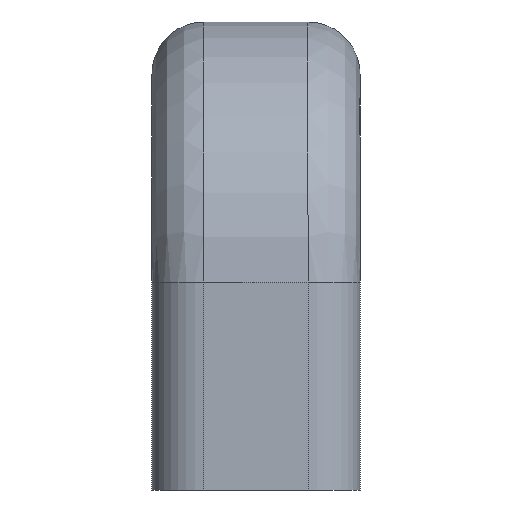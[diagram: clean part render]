
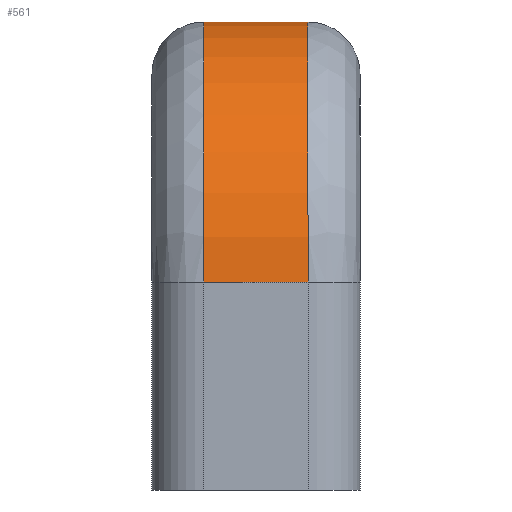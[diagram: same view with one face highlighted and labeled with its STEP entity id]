
A CAD part, left-side view. The second image highlights one B-rep face of the part: STEP entity #561.
In plain terms, the highlighted cylindrical face has radius 25 mm (diameter 50 mm), a partial arc.
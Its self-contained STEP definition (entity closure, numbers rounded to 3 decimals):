
#231=CARTESIAN_POINT('',(-5.0,4.5,20.0));
#232=VERTEX_POINT('',#231);
#345=CARTESIAN_POINT('',(-5.0,-5.5,20.0));
#346=VERTEX_POINT('',#345);
#517=CARTESIAN_POINT('',(-5.0,4.5,20.0));
#518=DIRECTION('',(0.0,-1.0,0.0));
#519=VECTOR('',#518,10.0);
#520=LINE('',#517,#519);
#521=EDGE_CURVE('',#232,#346,#520,.T.);
#529=CARTESIAN_POINT('',(20.0,9.5,20.0));
#530=DIRECTION('',(0.0,-1.0,0.));
#531=DIRECTION('',(1.0,0.0,0.0));
#532=AXIS2_PLACEMENT_3D('',#529,#530,#531);
#533=CYLINDRICAL_SURFACE('',#532,25.0);
#534=CARTESIAN_POINT('',(20.0,4.5,45.0));
#535=VERTEX_POINT('',#534);
#536=CARTESIAN_POINT('',(20.0,-5.5,45.0));
#537=VERTEX_POINT('',#536);
#538=CARTESIAN_POINT('',(20.0,4.5,45.0));
#539=DIRECTION('',(0.0,-1.0,0.0));
#540=VECTOR('',#539,10.0);
#541=LINE('',#538,#540);
#542=EDGE_CURVE('',#535,#537,#541,.T.);
#543=ORIENTED_EDGE('',*,*,#542,.F.);
#544=CARTESIAN_POINT('',(20.0,4.5,20.0));
#545=DIRECTION('',(0.0,-1.0,0.));
#546=DIRECTION('',(1.0,0.0,0.0));
#547=AXIS2_PLACEMENT_3D('',#544,#545,#546);
#548=CIRCLE('',#547,25.0);
#549=EDGE_CURVE('',#535,#232,#548,.T.);
#550=ORIENTED_EDGE('',*,*,#549,.T.);
#551=ORIENTED_EDGE('',*,*,#521,.T.);
#552=CARTESIAN_POINT('',(20.0,-5.5,20.0));
#553=DIRECTION('',(0.0,-1.0,0.));
#554=DIRECTION('',(1.0,0.0,0.0));
#555=AXIS2_PLACEMENT_3D('',#552,#553,#554);
#556=CIRCLE('',#555,25.0);
#557=EDGE_CURVE('',#537,#346,#556,.T.);
#558=ORIENTED_EDGE('',*,*,#557,.F.);
#559=EDGE_LOOP('',(#543,#550,#551,#558));
#560=FACE_OUTER_BOUND('',#559,.T.);
#561=ADVANCED_FACE('',(#560),#533,.T.);
